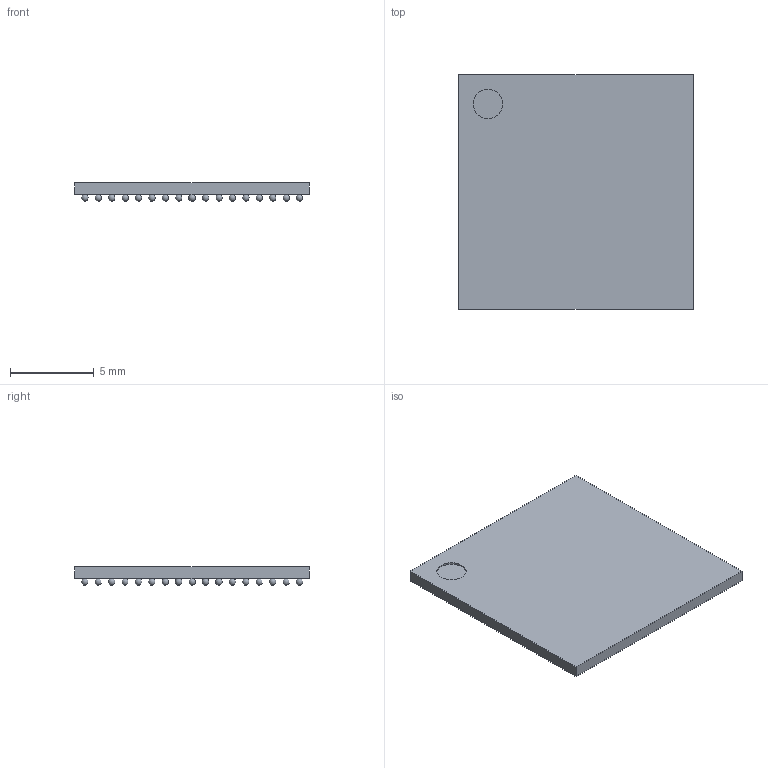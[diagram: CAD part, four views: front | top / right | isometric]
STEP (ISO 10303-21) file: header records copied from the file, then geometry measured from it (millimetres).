
FILE_DESCRIPTION(('FreeCAD Model'),'2;1');
FILE_NAME('16500368.3.1.stp','2025-11-20T00:29:56',( 'Author'),(''),'Open CASCADE STEP processor 6.9','FreeCAD','Unknown' );
FILE_SCHEMA(('AUTOMOTIVE_DESIGN { 1 0 10303 214 1 1 1 1 }'));
Length unit declared in the file: millimetre
Products named in the file (267): ASSEMBLY; A1; A2; A3; A4; A5; A6; A7; A8; A9; A10; A11; A12; A13; A14; A15; A16; A17; B1; B2; B3; B4; B5; B6; B7; B8; B9; B10; B11; B12; B13; B14; B15; B16; B17; C1; C2; C3; C4; C5 ...
Assembly tree (266 placements, depth 2):
  ASSEMBLY
    A1
    A2
    A3
    A4
    A5
    A6
    A7
    A8
    A9
    A10
    A11
    A12
    A13
    A14
    A15
    A16
    A17
    B1
    B2
    B3
    B4
    B5
    B6
    B7
    B8
    B9
    B10
    B11
    B12
    B13
    B14
    B15
    B16
    B17
    C1
    C2
    C3
    C4
    C5
    C6
    C7
    C8
    C9
    C10
    C11
    C12
    C13
    C14
    C15
    C16
    C17
    D1
    D2
    D3
    D4
    D5
    D6
    D7
    D8
Bounding box: 14 x 14 x 1.1 mm (x, y, z)
Volume: 145.8 mm3; surface area: 565 mm2
Topology: 266 solids, 266 shells, 273 faces, 810 edges, 540 vertices
Faces by surface type: sphere 265, plane 7, cylinder 1
Full cylindrical faces by diameter (mm): 1.75 x1
Entity records: 11036 total; most frequent: DIRECTION 1127, CARTESIAN_POINT 860, AXIS2_PLACEMENT_3D 542, PRODUCT_DEFINITION_SHAPE 533, VERTEX_POINT 275, FACE_BOUND 274, ADVANCED_FACE 273, SHAPE_DEFINITION_REPRESENTATION 267
